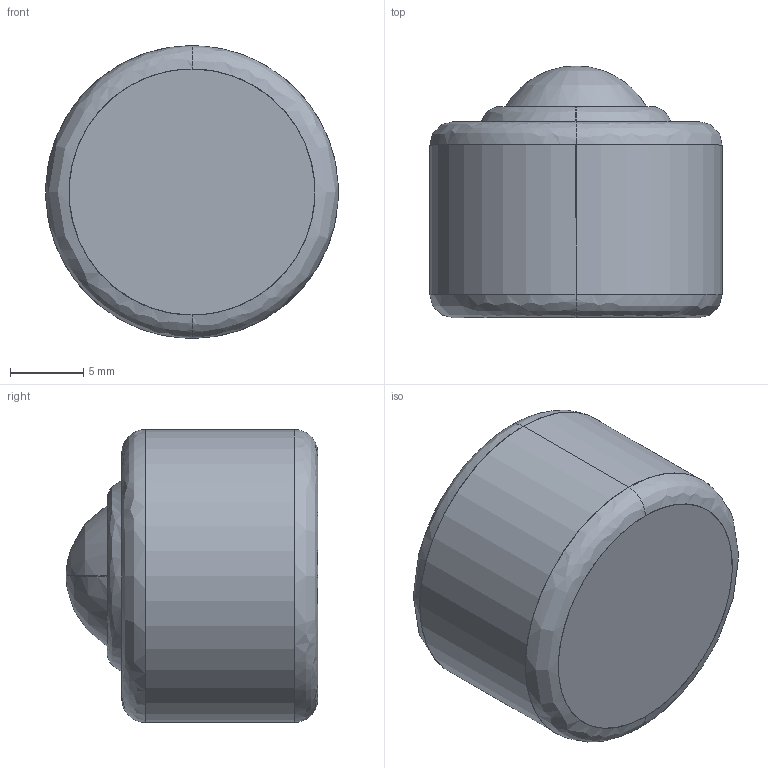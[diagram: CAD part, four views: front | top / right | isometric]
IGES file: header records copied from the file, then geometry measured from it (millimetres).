
Start section: SolidWorks IGES file using analytic representation for surfaces
Global section: file name: K-142-3S.IGS; native system: SolidWorks 2014; preprocessor: SolidWorks 2014; author: 1337yo; date: 180706.110618; units: millimetre
Bounding box: 20 x 17.2 x 20 mm (x, y, z)
Surface area: 1735.2 mm2 (no closed solid volume)
Topology: 0 solids, 0 shells, 19 faces, 280 edges, 279 vertices
Faces by surface type: bspline 11, revolution 8
